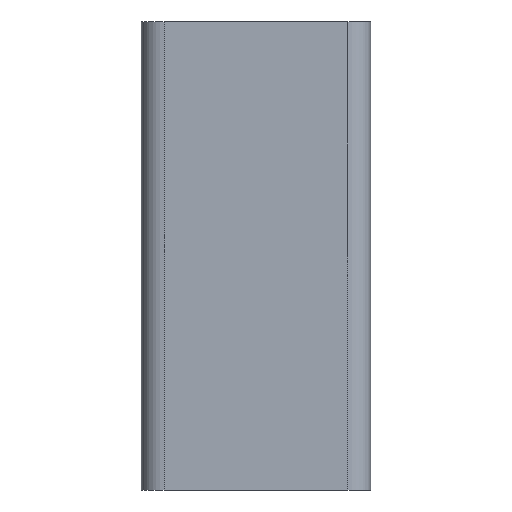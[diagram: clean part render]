
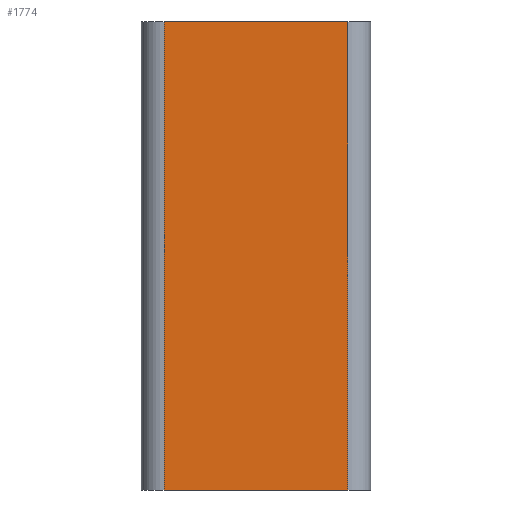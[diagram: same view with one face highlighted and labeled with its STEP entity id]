
A CAD part, left-side view. The second image highlights one B-rep face of the part: STEP entity #1774.
In plain terms, the highlighted planar face has unit normal (-1, 0, 0).
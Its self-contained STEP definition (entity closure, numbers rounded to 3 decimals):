
#27 = EDGE_CURVE ( 'NONE', #514, #388, #230, .T. ) ;
#28 = EDGE_CURVE ( 'NONE', #640, #388, #216, .T. ) ;
#47 = EDGE_CURVE ( 'NONE', #168, #640, #319, .T. ) ;
#168 = VERTEX_POINT ( 'NONE', #563 ) ;
#195 = DIRECTION ( 'NONE',  ( 0., 0., -1. ) ) ;
#211 = DIRECTION ( 'NONE',  ( 0., -1., 0. ) ) ;
#216 = LINE ( 'NONE', #534, #1643 ) ;
#230 = LINE ( 'NONE', #505, #1500 ) ;
#315 = EDGE_LOOP ( 'NONE', ( #331, #377, #380, #629 ) ) ;
#319 = LINE ( 'NONE', #427, #1625 ) ;
#331 = ORIENTED_EDGE ( 'NONE', *, *, #27, .T. ) ;
#339 = DIRECTION ( 'NONE',  ( 0., -1., 0. ) ) ;
#377 = ORIENTED_EDGE ( 'NONE', *, *, #28, .F. ) ;
#380 = ORIENTED_EDGE ( 'NONE', *, *, #47, .F. ) ;
#388 = VERTEX_POINT ( 'NONE', #843 ) ;
#427 = CARTESIAN_POINT ( 'NONE',  ( -60., 5., 51. ) ) ;
#505 = CARTESIAN_POINT ( 'NONE',  ( -60., 5., -51. ) ) ;
#514 = VERTEX_POINT ( 'NONE', #1011 ) ;
#534 = CARTESIAN_POINT ( 'NONE',  ( -60., 5., 51. ) ) ;
#563 = CARTESIAN_POINT ( 'NONE',  ( -60., 45., 51. ) ) ;
#629 = ORIENTED_EDGE ( 'NONE', *, *, #1786, .T. ) ;
#640 = VERTEX_POINT ( 'NONE', #882 ) ;
#732 = CARTESIAN_POINT ( 'NONE',  ( -60., 45., 51. ) ) ;
#843 = CARTESIAN_POINT ( 'NONE',  ( -60., 5., -51. ) ) ;
#868 = DIRECTION ( 'NONE',  ( 0., 0., -1. ) ) ;
#871 = DIRECTION ( 'NONE',  ( 1., 0., 0. ) ) ;
#873 = CARTESIAN_POINT ( 'NONE',  ( -60., 5., 51. ) ) ;
#882 = CARTESIAN_POINT ( 'NONE',  ( -60., 5., 51. ) ) ;
#907 = DIRECTION ( 'NONE',  ( 0., 0., -1. ) ) ;
#937 = LINE ( 'NONE', #732, #1617 ) ;
#962 = PLANE ( 'NONE',  #1588 ) ;
#995 = FACE_OUTER_BOUND ( 'NONE', #315, .T. ) ;
#1011 = CARTESIAN_POINT ( 'NONE',  ( -60., 45., -51. ) ) ;
#1500 = VECTOR ( 'NONE', #211, 1000. ) ;
#1588 = AXIS2_PLACEMENT_3D ( 'NONE', #873, #871, #868 ) ;
#1617 = VECTOR ( 'NONE', #907, 1000. ) ;
#1625 = VECTOR ( 'NONE', #339, 1000. ) ;
#1643 = VECTOR ( 'NONE', #195, 1000. ) ;
#1774 = ADVANCED_FACE ( 'NONE', ( #995 ), #962, .F. ) ;
#1786 = EDGE_CURVE ( 'NONE', #168, #514, #937, .T. ) ;
